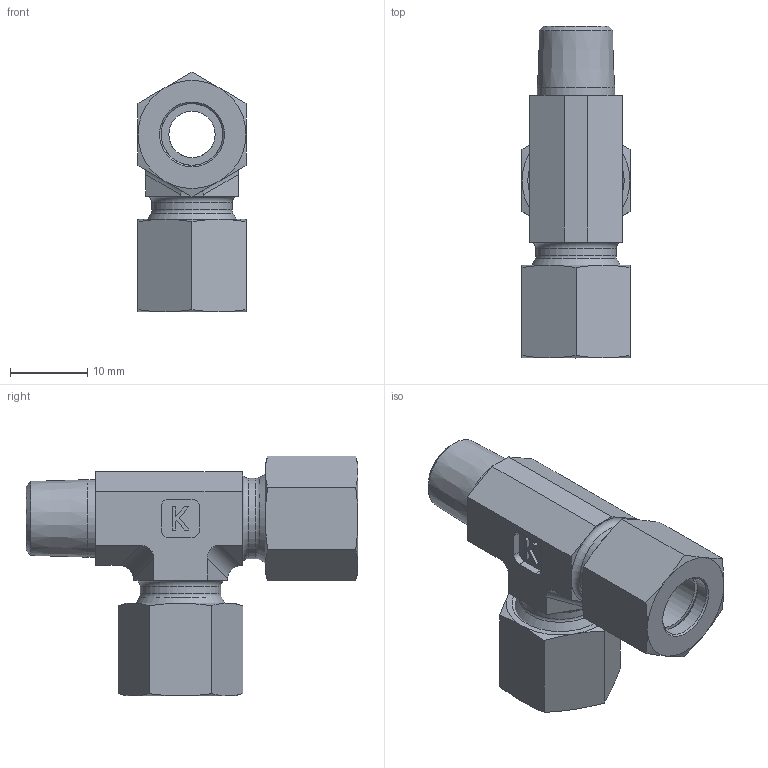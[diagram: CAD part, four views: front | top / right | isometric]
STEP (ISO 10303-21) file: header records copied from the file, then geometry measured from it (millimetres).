
FILE_DESCRIPTION((''),'2;1');
FILE_NAME('2511081812.stp','2014-08-25T11:03:09',(''),('KNOMI spol. s r. o.'),'Autodesk Inventor 2012','Autodesk Inventor 2012','');
FILE_SCHEMA(('AUTOMOTIVE_DESIGN { 1 2 10303 214 0 1 1 1 }'));
Length unit declared in the file: millimetre
Products named in the file (4): TBCR1K 8LLRkuž; 40008; 3900812; 2510081812
Assembly tree (5 placements, depth 2):
  TBCR1K 8LLRkuž
    40008  x2
    3900812  x2
    2510081812
Bounding box: 14 x 43 x 31.08 mm (x, y, z)
Volume: 5772.3 mm3; surface area: 6143.6 mm2
Topology: 5 solids, 5 shells, 152 faces, 354 edges, 216 vertices
Faces by surface type: plane 70, cone 47, cylinder 29, torus 6
Full cylindrical faces by diameter (mm): 6 x2, 8 x6, 9.4 x2, 10 x2, 10.041 x1, 10.4 x2, 10.917 x2, 12 x2
Entity records: 3325 total; most frequent: CARTESIAN_POINT 569, DIRECTION 553, ORIENTED_EDGE 466, EDGE_CURVE 233, AXIS2_PLACEMENT_3D 218, EDGE_LOOP 165, VERTEX_POINT 162, STYLED_ITEM 120
